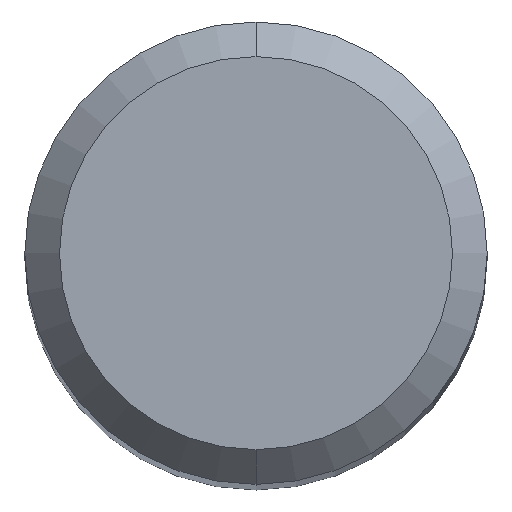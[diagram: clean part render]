
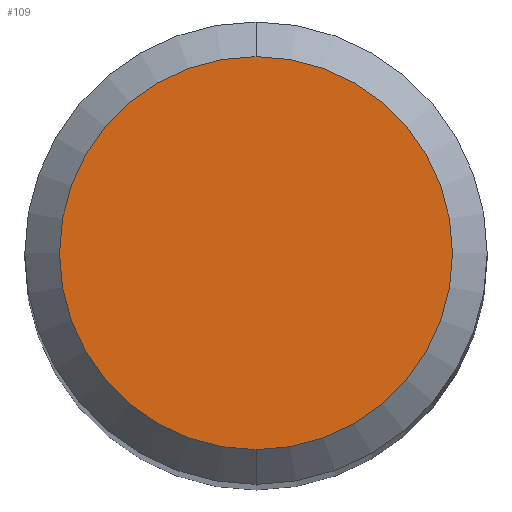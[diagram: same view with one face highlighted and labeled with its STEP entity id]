
A CAD part, top view. The second image highlights one B-rep face of the part: STEP entity #109.
In plain terms, the highlighted planar face has unit normal (0, 0, 1).
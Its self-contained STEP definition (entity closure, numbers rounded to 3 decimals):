
#103=VERTEX_POINT('',#251);
#109=ADVANCED_FACE('',(#258),#259,.T.);
#133=EDGE_CURVE('',#103,#163,#285,.T.);
#163=VERTEX_POINT('',#319);
#191=EDGE_CURVE('',#163,#103,#348,.T.);
#251=CARTESIAN_POINT('',(0.0,1.7,0.0));
#258=FACE_OUTER_BOUND('',#414,.T.);
#259=PLANE('',#415);
#285=CIRCLE('',#450,1.7);
#319=CARTESIAN_POINT('',(0.,-1.7,0.0));
#348=CIRCLE('',#531,1.7);
#414=EDGE_LOOP('',(#595,#596));
#415=AXIS2_PLACEMENT_3D('',#597,#598,#599);
#450=AXIS2_PLACEMENT_3D('',#636,#637,#638);
#531=AXIS2_PLACEMENT_3D('',#702,#703,#704);
#595=ORIENTED_EDGE('',*,*,#133,.F.);
#596=ORIENTED_EDGE('',*,*,#191,.F.);
#597=CARTESIAN_POINT('',(0.0,0.85,0.0));
#598=DIRECTION('',(-0.0,0.0,1.0));
#599=DIRECTION('',(0.0,-1.0,0.0));
#636=CARTESIAN_POINT('',(0.0,0.0,0.0));
#637=DIRECTION('',(0.0,0.0,-1.0));
#638=DIRECTION('',(0.0,1.0,0.0));
#702=CARTESIAN_POINT('',(0.0,0.0,0.0));
#703=DIRECTION('',(0.0,0.0,-1.0));
#704=DIRECTION('',(0.0,1.0,0.0));
